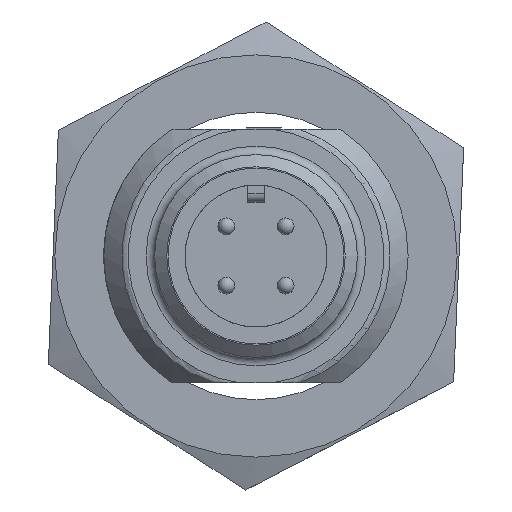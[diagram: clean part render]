
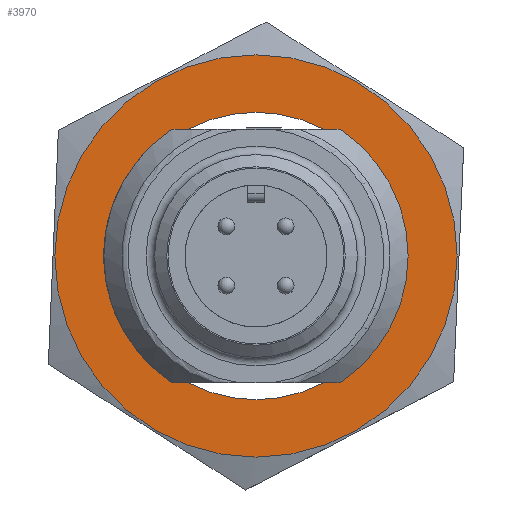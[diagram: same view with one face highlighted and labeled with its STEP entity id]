
A CAD part, left-side view. The second image highlights one B-rep face of the part: STEP entity #3970.
In plain terms, the highlighted planar face has unit normal (-1, 0, 0).
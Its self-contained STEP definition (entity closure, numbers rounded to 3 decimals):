
#197 = EDGE_LOOP ( 'NONE', ( #8027 ) ) ;
#198 = EDGE_LOOP ( 'NONE', ( #8025, #8026, #8030, #8024, #8023, #8021, #8022, #8019, #8018, #8020, #8017, #8015 ) ) ;
#339 = VERTEX_POINT ( 'NONE', #10467 ) ;
#355 = VERTEX_POINT ( 'NONE', #10433 ) ;
#369 = VERTEX_POINT ( 'NONE', #10399 ) ;
#371 = VERTEX_POINT ( 'NONE', #10397 ) ;
#377 = VERTEX_POINT ( 'NONE', #10390 ) ;
#378 = VERTEX_POINT ( 'NONE', #10389 ) ;
#379 = VERTEX_POINT ( 'NONE', #10388 ) ;
#389 = VERTEX_POINT ( 'NONE', #10377 ) ;
#390 = VERTEX_POINT ( 'NONE', #10376 ) ;
#399 = VERTEX_POINT ( 'NONE', #10367 ) ;
#455 = EDGE_CURVE ( 'NONE', #6875, #369, #8149, .T. ) ;
#460 = EDGE_CURVE ( 'NONE', #926, #926, #1782, .T. ) ;
#465 = EDGE_CURVE ( 'NONE', #378, #390, #1770, .T. ) ;
#470 = EDGE_CURVE ( 'NONE', #6828, #6875, #8155, .T. ) ;
#471 = EDGE_CURVE ( 'NONE', #379, #6828, #8139, .T. ) ;
#478 = EDGE_CURVE ( 'NONE', #339, #355, #1738, .T. ) ;
#617 = CARTESIAN_POINT ( 'NONE',  ( -1., 0., 0. ) ) ;
#618 = DIRECTION ( 'NONE',  ( 1., 0., 0. ) ) ;
#619 = DIRECTION ( 'NONE',  ( 0., 0., -1. ) ) ;
#668 = CARTESIAN_POINT ( 'NONE',  ( -1., 0., -11.902 ) ) ;
#800 = LINE ( 'NONE', #4424, #4954 ) ;
#801 = LINE ( 'NONE', #4426, #4766 ) ;
#926 = VERTEX_POINT ( 'NONE', #668 ) ;
#1674 = VECTOR ( 'NONE', #8569, 1000. ) ;
#1733 = VECTOR ( 'NONE', #8733, 1000. ) ;
#1735 = VECTOR ( 'NONE', #8678, 1000. ) ;
#1736 = AXIS2_PLACEMENT_3D ( 'NONE', #8385, #8616, #8624 ) ;
#1738 = CIRCLE ( 'NONE', #1736, 8.5 ) ;
#1749 = AXIS2_PLACEMENT_3D ( 'NONE', #8480, #8454, #8452 ) ;
#1763 = AXIS2_PLACEMENT_3D ( 'NONE', #8664, #8618, #8446 ) ;
#1770 = CIRCLE ( 'NONE', #1749, 8.5 ) ;
#1782 = CIRCLE ( 'NONE', #1763, 11.902 ) ;
#2244 = DIRECTION ( 'NONE',  ( 0., 0., -1. ) ) ;
#2245 = DIRECTION ( 'NONE',  ( 1., 0., 0. ) ) ;
#2246 = CARTESIAN_POINT ( 'NONE',  ( -1., 11.691, 7.438 ) ) ;
#2247 = PLANE ( 'NONE',  #2809 ) ;
#2809 = AXIS2_PLACEMENT_3D ( 'NONE', #2246, #2245, #2244 ) ;
#2878 = VECTOR ( 'NONE', #6559, 1000. ) ;
#2912 = VECTOR ( 'NONE', #9297, 1000. ) ;
#3130 = LINE ( 'NONE', #9298, #2912 ) ;
#3254 = FACE_BOUND ( 'NONE', #198, .T. ) ;
#3271 = LINE ( 'NONE', #6560, #2878 ) ;
#3473 = FACE_OUTER_BOUND ( 'NONE', #197, .T. ) ;
#3642 = EDGE_CURVE ( 'NONE', #355, #399, #3271, .T. ) ;
#3696 = EDGE_CURVE ( 'NONE', #371, #339, #3130, .T. ) ;
#3970 = ADVANCED_FACE ( 'NONE', ( #3473, #3254 ), #2247, .F. ) ;
#4424 = CARTESIAN_POINT ( 'NONE',  ( -1., 9.991, -7.5 ) ) ;
#4425 = DIRECTION ( 'NONE',  ( 0., 1., 0. ) ) ;
#4426 = CARTESIAN_POINT ( 'NONE',  ( -1., 9.991, -7.5 ) ) ;
#4427 = DIRECTION ( 'NONE',  ( 0., 1., 0. ) ) ;
#4641 = AXIS2_PLACEMENT_3D ( 'NONE', #7535, #7536, #7537 ) ;
#4659 = CIRCLE ( 'NONE', #4641, 9. ) ;
#4665 = CIRCLE ( 'NONE', #4856, 9. ) ;
#4766 = VECTOR ( 'NONE', #4427, 1000. ) ;
#4856 = AXIS2_PLACEMENT_3D ( 'NONE', #7540, #7541, #7542 ) ;
#4954 = VECTOR ( 'NONE', #4425, 1000. ) ;
#6559 = DIRECTION ( 'NONE',  ( 0., -1., 0. ) ) ;
#6560 = CARTESIAN_POINT ( 'NONE',  ( -1., 9.991, 7.5 ) ) ;
#6828 = VERTEX_POINT ( 'NONE', #7243 ) ;
#6875 = VERTEX_POINT ( 'NONE', #7290 ) ;
#7243 = CARTESIAN_POINT ( 'NONE',  ( -1., 9., -0.424 ) ) ;
#7290 = CARTESIAN_POINT ( 'NONE',  ( -1., 9., 0.45 ) ) ;
#7535 = CARTESIAN_POINT ( 'NONE',  ( -1., 0., 0. ) ) ;
#7536 = DIRECTION ( 'NONE',  ( 1., 0., 0. ) ) ;
#7537 = DIRECTION ( 'NONE',  ( 0., 0., -1. ) ) ;
#7540 = CARTESIAN_POINT ( 'NONE',  ( -1., 0., 0. ) ) ;
#7541 = DIRECTION ( 'NONE',  ( 1., 0., 0. ) ) ;
#7542 = DIRECTION ( 'NONE',  ( 0., 0., -1. ) ) ;
#8015 = ORIENTED_EDGE ( 'NONE', *, *, #10585, .T. ) ;
#8017 = ORIENTED_EDGE ( 'NONE', *, *, #465, .T. ) ;
#8018 = ORIENTED_EDGE ( 'NONE', *, *, #8117, .T. ) ;
#8019 = ORIENTED_EDGE ( 'NONE', *, *, #3642, .T. ) ;
#8020 = ORIENTED_EDGE ( 'NONE', *, *, #10584, .T. ) ;
#8021 = ORIENTED_EDGE ( 'NONE', *, *, #3696, .T. ) ;
#8022 = ORIENTED_EDGE ( 'NONE', *, *, #478, .T. ) ;
#8023 = ORIENTED_EDGE ( 'NONE', *, *, #8115, .T. ) ;
#8024 = ORIENTED_EDGE ( 'NONE', *, *, #455, .T. ) ;
#8025 = ORIENTED_EDGE ( 'NONE', *, *, #10719, .T. ) ;
#8026 = ORIENTED_EDGE ( 'NONE', *, *, #471, .T. ) ;
#8027 = ORIENTED_EDGE ( 'NONE', *, *, #460, .T. ) ;
#8030 = ORIENTED_EDGE ( 'NONE', *, *, #470, .T. ) ;
#8115 = EDGE_CURVE ( 'NONE', #369, #371, #4659, .T. ) ;
#8117 = EDGE_CURVE ( 'NONE', #399, #389, #4665, .T. ) ;
#8139 = LINE ( 'NONE', #8549, #1733 ) ;
#8149 = LINE ( 'NONE', #8576, #1674 ) ;
#8155 = LINE ( 'NONE', #8650, #1735 ) ;
#8385 = CARTESIAN_POINT ( 'NONE',  ( -1., 0., 0. ) ) ;
#8446 = DIRECTION ( 'NONE',  ( 0., 0., -1. ) ) ;
#8452 = DIRECTION ( 'NONE',  ( 0., 0., -1. ) ) ;
#8454 = DIRECTION ( 'NONE',  ( 1., 0., 0. ) ) ;
#8480 = CARTESIAN_POINT ( 'NONE',  ( -1., 0., 0. ) ) ;
#8549 = CARTESIAN_POINT ( 'NONE',  ( -1., 7.5, -0.424 ) ) ;
#8569 = DIRECTION ( 'NONE',  ( 0., -1., 0. ) ) ;
#8576 = CARTESIAN_POINT ( 'NONE',  ( -1., 7.5, 0.45 ) ) ;
#8616 = DIRECTION ( 'NONE',  ( 1., 0., 0. ) ) ;
#8618 = DIRECTION ( 'NONE',  ( -1., 0., 0. ) ) ;
#8624 = DIRECTION ( 'NONE',  ( 0., 0., -1. ) ) ;
#8650 = CARTESIAN_POINT ( 'NONE',  ( -1., 9., 7.438 ) ) ;
#8664 = CARTESIAN_POINT ( 'NONE',  ( -1., 0., 0. ) ) ;
#8678 = DIRECTION ( 'NONE',  ( 0., 0., 1. ) ) ;
#8733 = DIRECTION ( 'NONE',  ( 0., 1., 0. ) ) ;
#9297 = DIRECTION ( 'NONE',  ( 0., -1., 0. ) ) ;
#9298 = CARTESIAN_POINT ( 'NONE',  ( -1., 9.991, 7.5 ) ) ;
#9461 = CIRCLE ( 'NONE', #9485, 9. ) ;
#9485 = AXIS2_PLACEMENT_3D ( 'NONE', #617, #618, #619 ) ;
#10367 = CARTESIAN_POINT ( 'NONE',  ( -1., -4.975, 7.5 ) ) ;
#10376 = CARTESIAN_POINT ( 'NONE',  ( -1., 4., -7.5 ) ) ;
#10377 = CARTESIAN_POINT ( 'NONE',  ( -1., -4.975, -7.5 ) ) ;
#10388 = CARTESIAN_POINT ( 'NONE',  ( -1., 8.99, -0.424 ) ) ;
#10389 = CARTESIAN_POINT ( 'NONE',  ( -1., -4., -7.5 ) ) ;
#10390 = CARTESIAN_POINT ( 'NONE',  ( -1., 4.975, -7.5 ) ) ;
#10397 = CARTESIAN_POINT ( 'NONE',  ( -1., 4.975, 7.5 ) ) ;
#10399 = CARTESIAN_POINT ( 'NONE',  ( -1., 8.989, 0.45 ) ) ;
#10433 = CARTESIAN_POINT ( 'NONE',  ( -1., -4., 7.5 ) ) ;
#10467 = CARTESIAN_POINT ( 'NONE',  ( -1., 4., 7.5 ) ) ;
#10584 = EDGE_CURVE ( 'NONE', #389, #378, #800, .T. ) ;
#10585 = EDGE_CURVE ( 'NONE', #390, #377, #801, .T. ) ;
#10719 = EDGE_CURVE ( 'NONE', #377, #379, #9461, .T. ) ;
